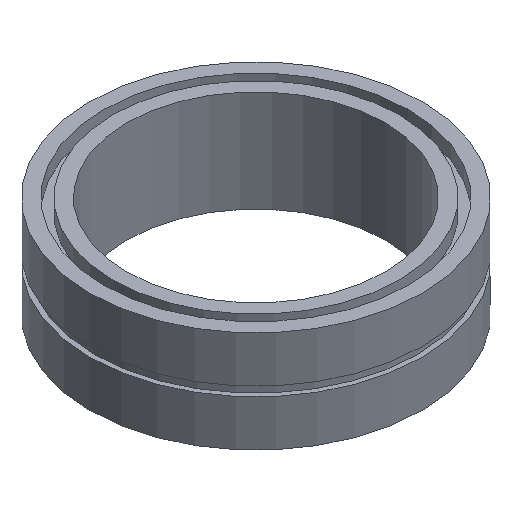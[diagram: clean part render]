
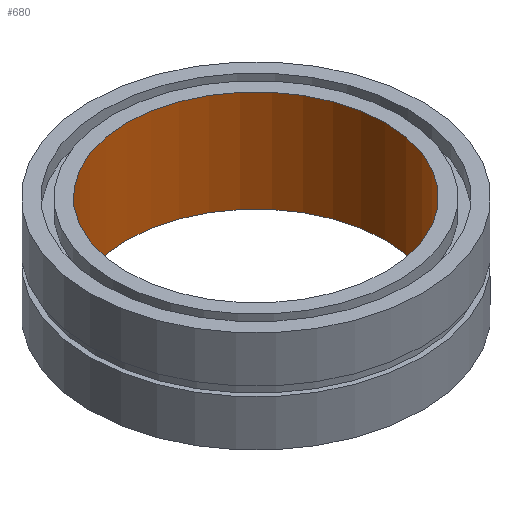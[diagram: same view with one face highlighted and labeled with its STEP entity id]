
A CAD part, isometric view. The second image highlights one B-rep face of the part: STEP entity #680.
In plain terms, the highlighted cylindrical face has radius 140 mm (diameter 280 mm), a full revolution.
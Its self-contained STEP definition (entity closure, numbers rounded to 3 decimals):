
#21 = EDGE_CURVE('',#22,#22,#24,.T.);
#22 = VERTEX_POINT('',#23);
#23 = CARTESIAN_POINT('',(140.,0.,55.));
#24 = SURFACE_CURVE('',#25,(#30,#42),.PCURVE_S1.);
#25 = CIRCLE('',#26,140.);
#26 = AXIS2_PLACEMENT_3D('',#27,#28,#29);
#27 = CARTESIAN_POINT('',(0.,0.,55.));
#28 = DIRECTION('',(0.,0.,1.));
#29 = DIRECTION('',(1.,0.,0.));
#30 = PCURVE('',#31,#36);
#31 = PLANE('',#32);
#32 = AXIS2_PLACEMENT_3D('',#33,#34,#35);
#33 = CARTESIAN_POINT('',(0.,0.,55.));
#34 = DIRECTION('',(0.,0.,1.));
#35 = DIRECTION('',(1.,0.,0.));
#36 = DEFINITIONAL_REPRESENTATION('',(#37),#41);
#37 = CIRCLE('',#38,140.);
#38 = AXIS2_PLACEMENT_2D('',#39,#40);
#39 = CARTESIAN_POINT('',(0.,0.));
#40 = DIRECTION('',(1.,0.));
#41 = ( GEOMETRIC_REPRESENTATION_CONTEXT(2) 
PARAMETRIC_REPRESENTATION_CONTEXT() REPRESENTATION_CONTEXT('2D SPACE',''
  ) );
#42 = PCURVE('',#43,#48);
#43 = CYLINDRICAL_SURFACE('',#44,140.);
#44 = AXIS2_PLACEMENT_3D('',#45,#46,#47);
#45 = CARTESIAN_POINT('',(0.,0.,-55.));
#46 = DIRECTION('',(0.,0.,1.));
#47 = DIRECTION('',(1.,0.,0.));
#48 = DEFINITIONAL_REPRESENTATION('',(#49),#52);
#49 = B_SPLINE_CURVE_WITH_KNOTS('',1,(#50,#51),.UNSPECIFIED.,.F.,.F.,(2,
    2),(0.,6.283),.PIECEWISE_BEZIER_KNOTS.);
#50 = CARTESIAN_POINT('',(0.,110.));
#51 = CARTESIAN_POINT('',(6.283,110.));
#52 = ( GEOMETRIC_REPRESENTATION_CONTEXT(2) 
PARAMETRIC_REPRESENTATION_CONTEXT() REPRESENTATION_CONTEXT('2D SPACE',''
  ) );
#639 = PLANE('',#640);
#640 = AXIS2_PLACEMENT_3D('',#641,#642,#643);
#641 = CARTESIAN_POINT('',(0.,0.,-55.));
#642 = DIRECTION('',(0.,0.,1.));
#643 = DIRECTION('',(1.,0.,0.));
#658 = EDGE_CURVE('',#659,#659,#661,.T.);
#659 = VERTEX_POINT('',#660);
#660 = CARTESIAN_POINT('',(140.,0.,-55.));
#661 = SURFACE_CURVE('',#662,(#667,#674),.PCURVE_S1.);
#662 = CIRCLE('',#663,140.);
#663 = AXIS2_PLACEMENT_3D('',#664,#665,#666);
#664 = CARTESIAN_POINT('',(0.,0.,-55.));
#665 = DIRECTION('',(0.,0.,1.));
#666 = DIRECTION('',(1.,0.,0.));
#667 = PCURVE('',#639,#668);
#668 = DEFINITIONAL_REPRESENTATION('',(#669),#673);
#669 = CIRCLE('',#670,140.);
#670 = AXIS2_PLACEMENT_2D('',#671,#672);
#671 = CARTESIAN_POINT('',(0.,0.));
#672 = DIRECTION('',(1.,0.));
#673 = ( GEOMETRIC_REPRESENTATION_CONTEXT(2) 
PARAMETRIC_REPRESENTATION_CONTEXT() REPRESENTATION_CONTEXT('2D SPACE',''
  ) );
#674 = PCURVE('',#43,#675);
#675 = DEFINITIONAL_REPRESENTATION('',(#676),#679);
#676 = B_SPLINE_CURVE_WITH_KNOTS('',1,(#677,#678),.UNSPECIFIED.,.F.,.F.,
  (2,2),(0.,6.283),.PIECEWISE_BEZIER_KNOTS.);
#677 = CARTESIAN_POINT('',(0.,0.));
#678 = CARTESIAN_POINT('',(6.283,0.));
#679 = ( GEOMETRIC_REPRESENTATION_CONTEXT(2) 
PARAMETRIC_REPRESENTATION_CONTEXT() REPRESENTATION_CONTEXT('2D SPACE',''
  ) );
#680 = ADVANCED_FACE('',(#681),#43,.F.);
#681 = FACE_BOUND('',#682,.F.);
#682 = EDGE_LOOP('',(#683,#684,#703,#704));
#683 = ORIENTED_EDGE('',*,*,#658,.T.);
#684 = ORIENTED_EDGE('',*,*,#685,.T.);
#685 = EDGE_CURVE('',#659,#22,#686,.T.);
#686 = SEAM_CURVE('',#687,(#691,#697),.PCURVE_S1.);
#687 = LINE('',#688,#689);
#688 = CARTESIAN_POINT('',(140.,0.,-55.));
#689 = VECTOR('',#690,1.);
#690 = DIRECTION('',(0.,0.,1.));
#691 = PCURVE('',#43,#692);
#692 = DEFINITIONAL_REPRESENTATION('',(#693),#696);
#693 = B_SPLINE_CURVE_WITH_KNOTS('',1,(#694,#695),.UNSPECIFIED.,.F.,.F.,
  (2,2),(0.,110.),.PIECEWISE_BEZIER_KNOTS.);
#694 = CARTESIAN_POINT('',(0.,0.));
#695 = CARTESIAN_POINT('',(0.,110.));
#696 = ( GEOMETRIC_REPRESENTATION_CONTEXT(2) 
PARAMETRIC_REPRESENTATION_CONTEXT() REPRESENTATION_CONTEXT('2D SPACE',''
  ) );
#697 = PCURVE('',#43,#698);
#698 = DEFINITIONAL_REPRESENTATION('',(#699),#702);
#699 = B_SPLINE_CURVE_WITH_KNOTS('',1,(#700,#701),.UNSPECIFIED.,.F.,.F.,
  (2,2),(0.,110.),.PIECEWISE_BEZIER_KNOTS.);
#700 = CARTESIAN_POINT('',(6.283,0.));
#701 = CARTESIAN_POINT('',(6.283,110.));
#702 = ( GEOMETRIC_REPRESENTATION_CONTEXT(2) 
PARAMETRIC_REPRESENTATION_CONTEXT() REPRESENTATION_CONTEXT('2D SPACE',''
  ) );
#703 = ORIENTED_EDGE('',*,*,#21,.F.);
#704 = ORIENTED_EDGE('',*,*,#685,.F.);
